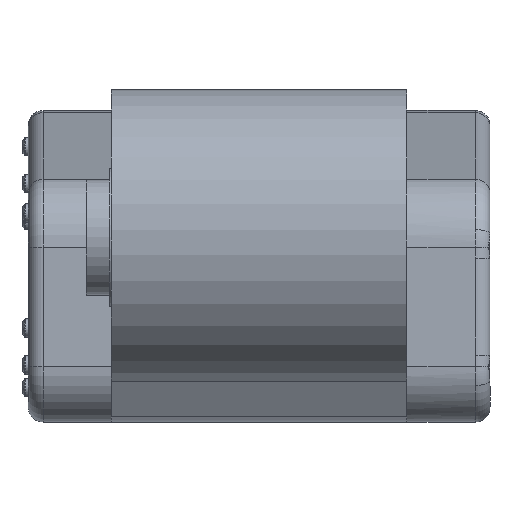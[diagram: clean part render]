
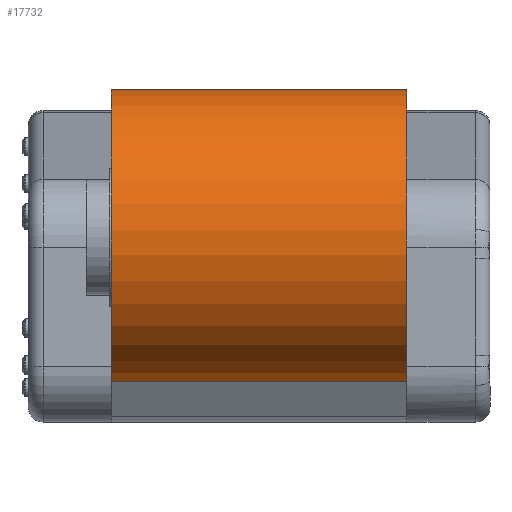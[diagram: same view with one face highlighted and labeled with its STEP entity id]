
A CAD part, front view. The second image highlights one B-rep face of the part: STEP entity #17732.
In plain terms, the highlighted cylindrical face has radius 32 mm (diameter 64 mm), a partial arc.
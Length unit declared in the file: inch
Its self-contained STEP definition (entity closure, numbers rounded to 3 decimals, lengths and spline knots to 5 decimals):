
#1216=CYLINDRICAL_SURFACE('',#18817,1.25984);
#2396=LINE('',#35001,#3577);
#2400=LINE('',#35007,#3581);
#3577=VECTOR('',#21759,0.3937);
#3581=VECTOR('',#21767,0.3937);
#4981=FACE_OUTER_BOUND('',#6099,.T.);
#6099=EDGE_LOOP('',(#14440,#14441,#14442,#14443));
#6703=CIRCLE('',#18598,1.25984);
#6706=CIRCLE('',#18614,1.25984);
#7407=VERTEX_POINT('',#25250);
#7408=VERTEX_POINT('',#25252);
#7556=VERTEX_POINT('',#26524);
#7557=VERTEX_POINT('',#26526);
#9138=EDGE_CURVE('',#7407,#7408,#6703,.T.);
#9312=EDGE_CURVE('',#7556,#7557,#6706,.T.);
#10250=EDGE_CURVE('',#7557,#7407,#2396,.T.);
#10254=EDGE_CURVE('',#7556,#7408,#2400,.T.);
#14440=ORIENTED_EDGE('',*,*,#10254,.T.);
#14441=ORIENTED_EDGE('',*,*,#9138,.F.);
#14442=ORIENTED_EDGE('',*,*,#10250,.F.);
#14443=ORIENTED_EDGE('',*,*,#9312,.F.);
#17732=ADVANCED_FACE('',(#4981),#1216,.T.);
#18598=AXIS2_PLACEMENT_3D('',#25253,#20690,#20691);
#18614=AXIS2_PLACEMENT_3D('',#26527,#20807,#20808);
#18817=AXIS2_PLACEMENT_3D('',#35006,#21765,#21766);
#20690=DIRECTION('center_axis',(1.,0.,0.));
#20691=DIRECTION('ref_axis',(0.,-0.225,-0.974));
#20807=DIRECTION('center_axis',(-1.,0.,0.));
#20808=DIRECTION('ref_axis',(0.,-0.225,-0.974));
#21759=DIRECTION('',(1.,0.,0.));
#21765=DIRECTION('center_axis',(1.,0.,0.));
#21766=DIRECTION('ref_axis',(0.,-0.225,-0.974));
#21767=DIRECTION('',(1.,0.,0.));
#25250=CARTESIAN_POINT('',(0.64791,2.22711,1.22755));
#25252=CARTESIAN_POINT('',(0.64791,1.6603,-1.22755));
#25253=CARTESIAN_POINT('Origin',(0.64791,1.94371,0.));
#26524=CARTESIAN_POINT('',(-1.87177,1.6603,-1.22755));
#26526=CARTESIAN_POINT('',(-1.87177,2.22711,1.22755));
#26527=CARTESIAN_POINT('Origin',(-1.87177,1.94371,0.));
#35001=CARTESIAN_POINT('',(-1.87177,2.22711,1.22755));
#35006=CARTESIAN_POINT('Origin',(-0.61193,1.94371,0.));
#35007=CARTESIAN_POINT('',(-0.61193,1.6603,-1.22755));
